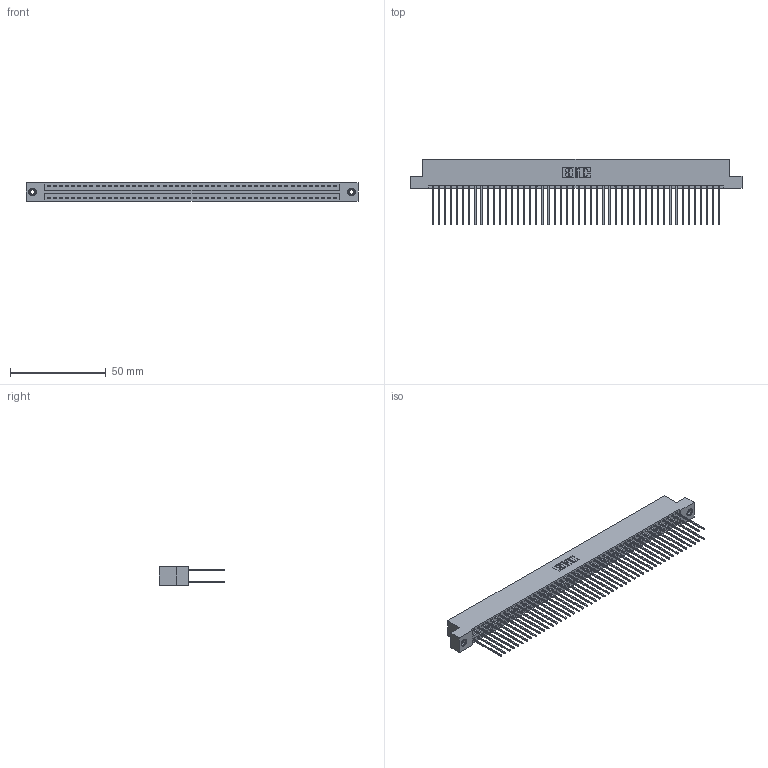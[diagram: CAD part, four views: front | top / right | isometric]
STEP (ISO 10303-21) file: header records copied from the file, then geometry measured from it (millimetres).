
FILE_DESCRIPTION (( 'STEP AP203' ), '1' );
FILE_NAME ('396-096-541-208.STEP', '2019-10-31T04:14:01', ( '' ), ( '' ), 'SwSTEP 2.0', 'SolidWorks 2016', '' );
FILE_SCHEMA (( 'CONFIG_CONTROL_DESIGN' ));
Length unit declared in the file: inch
Products named in the file (4): 396-096-541-208; 345-292-001_345-293-141; 345-250-001_345-250-003-102; 346 Part_Flush Mounting Lugs - 0.156 Dia-TI
Assembly tree (99 placements, depth 2):
  396-096-541-208
    346 Part_Flush Mounting Lugs - 0.156 Dia-TI
    345-292-001_345-293-141  x96
    345-250-001_345-250-003-102  x2
Bounding box: 172.97 x 34.29 x 9.4 mm (x, y, z)
Volume: 17458 mm3; surface area: 26752.8 mm2
Topology: 99 solids, 99 shells, 5174 faces, 15345 edges, 10094 vertices
Faces by surface type: plane 3468, cylinder 1690, cone 12, torus 4
Entity records: 31722 total; most frequent: CARTESIAN_POINT 5203, ORIENTED_EDGE 5130, DIRECTION 4663, EDGE_CURVE 2565, LINE 2221, VECTOR 2221, VERTEX_POINT 1704, AXIS2_PLACEMENT_3D 1221
